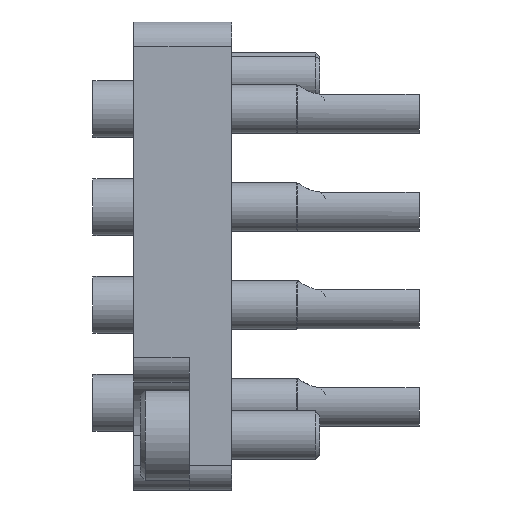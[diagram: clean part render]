
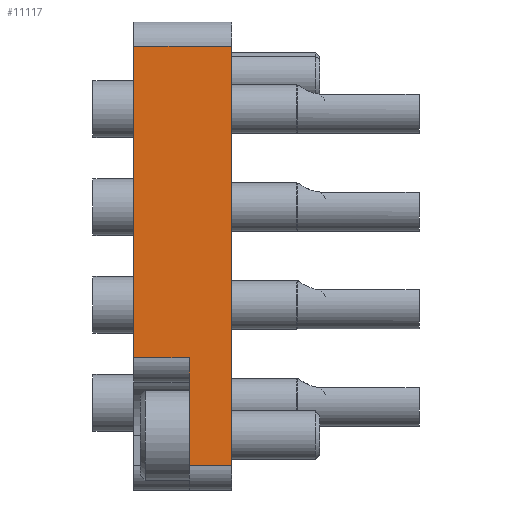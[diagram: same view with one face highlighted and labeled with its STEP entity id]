
A CAD part, left-side view. The second image highlights one B-rep face of the part: STEP entity #11117.
In plain terms, the highlighted planar face has unit normal (-1, 0, 0).
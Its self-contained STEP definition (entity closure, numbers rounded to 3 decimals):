
#702 = ORIENTED_EDGE ( 'NONE', *, *, #23886, .T. ) ;
#1100 = LINE ( 'NONE', #6925, #15113 ) ;
#1801 = CARTESIAN_POINT ( 'NONE',  ( -30., 0., -12.85 ) ) ;
#1957 = FACE_OUTER_BOUND ( 'NONE', #13613, .T. ) ;
#2221 = ORIENTED_EDGE ( 'NONE', *, *, #20640, .F. ) ;
#2593 = VERTEX_POINT ( 'NONE', #7496 ) ;
#3079 = ORIENTED_EDGE ( 'NONE', *, *, #5537, .T. ) ;
#4389 = DIRECTION ( 'NONE',  ( 0., 0., -1. ) ) ;
#4757 = VECTOR ( 'NONE', #15277, 1000. ) ;
#4760 = VERTEX_POINT ( 'NONE', #5817 ) ;
#5207 = DIRECTION ( 'NONE',  ( 0., 1., 0. ) ) ;
#5333 = EDGE_CURVE ( 'NONE', #4760, #9165, #13794, .T. ) ;
#5537 = EDGE_CURVE ( 'NONE', #9165, #10894, #11200, .T. ) ;
#5544 = LINE ( 'NONE', #1801, #12158 ) ;
#5817 = CARTESIAN_POINT ( 'NONE',  ( -30., 6., 12.85 ) ) ;
#6242 = CARTESIAN_POINT ( 'NONE',  ( -30., 6., -6.25 ) ) ;
#6302 = CARTESIAN_POINT ( 'NONE',  ( -30., 2.6, -6.25 ) ) ;
#6925 = CARTESIAN_POINT ( 'NONE',  ( -30., 6., 12.85 ) ) ;
#7496 = CARTESIAN_POINT ( 'NONE',  ( -30., 2.6, -12.85 ) ) ;
#8806 = ORIENTED_EDGE ( 'NONE', *, *, #16837, .T. ) ;
#8871 = LINE ( 'NONE', #14552, #9946 ) ;
#9165 = VERTEX_POINT ( 'NONE', #6242 ) ;
#9392 = CARTESIAN_POINT ( 'NONE',  ( -30., 6., 14.35 ) ) ;
#9711 = LINE ( 'NONE', #23096, #4757 ) ;
#9847 = AXIS2_PLACEMENT_3D ( 'NONE', #9392, #16943, #22781 ) ;
#9946 = VECTOR ( 'NONE', #16407, 1000. ) ;
#10176 = VECTOR ( 'NONE', #4389, 1000. ) ;
#10894 = VERTEX_POINT ( 'NONE', #6302 ) ;
#11117 = ADVANCED_FACE ( 'NONE', ( #1957 ), #15204, .F. ) ;
#11200 = LINE ( 'NONE', #20858, #11757 ) ;
#11757 = VECTOR ( 'NONE', #16763, 1000. ) ;
#12158 = VECTOR ( 'NONE', #17039, 1000. ) ;
#12590 = CARTESIAN_POINT ( 'NONE',  ( -30., 0., -12.85 ) ) ;
#12919 = CARTESIAN_POINT ( 'NONE',  ( -30., 0., 12.85 ) ) ;
#13613 = EDGE_LOOP ( 'NONE', ( #21903, #3079, #2221, #8806, #18326, #702 ) ) ;
#13794 = LINE ( 'NONE', #21370, #10176 ) ;
#14552 = CARTESIAN_POINT ( 'NONE',  ( -30., 0., 14.35 ) ) ;
#15113 = VECTOR ( 'NONE', #5207, 1000. ) ;
#15204 = PLANE ( 'NONE',  #9847 ) ;
#15277 = DIRECTION ( 'NONE',  ( 0., 0., 1. ) ) ;
#15442 = VERTEX_POINT ( 'NONE', #12590 ) ;
#16407 = DIRECTION ( 'NONE',  ( 0., 0., -1. ) ) ;
#16763 = DIRECTION ( 'NONE',  ( 0., -1., 0. ) ) ;
#16837 = EDGE_CURVE ( 'NONE', #2593, #15442, #5544, .T. ) ;
#16943 = DIRECTION ( 'NONE',  ( 1., 0., 0. ) ) ;
#17039 = DIRECTION ( 'NONE',  ( 0., -1., 0. ) ) ;
#18326 = ORIENTED_EDGE ( 'NONE', *, *, #23031, .F. ) ;
#20640 = EDGE_CURVE ( 'NONE', #2593, #10894, #9711, .T. ) ;
#20858 = CARTESIAN_POINT ( 'NONE',  ( -30., 6., -6.25 ) ) ;
#21370 = CARTESIAN_POINT ( 'NONE',  ( -30., 6., 14.35 ) ) ;
#21903 = ORIENTED_EDGE ( 'NONE', *, *, #5333, .T. ) ;
#22781 = DIRECTION ( 'NONE',  ( 0., 1., 0. ) ) ;
#23031 = EDGE_CURVE ( 'NONE', #23585, #15442, #8871, .T. ) ;
#23096 = CARTESIAN_POINT ( 'NONE',  ( -30., 2.6, -7.75 ) ) ;
#23585 = VERTEX_POINT ( 'NONE', #12919 ) ;
#23886 = EDGE_CURVE ( 'NONE', #23585, #4760, #1100, .T. ) ;
